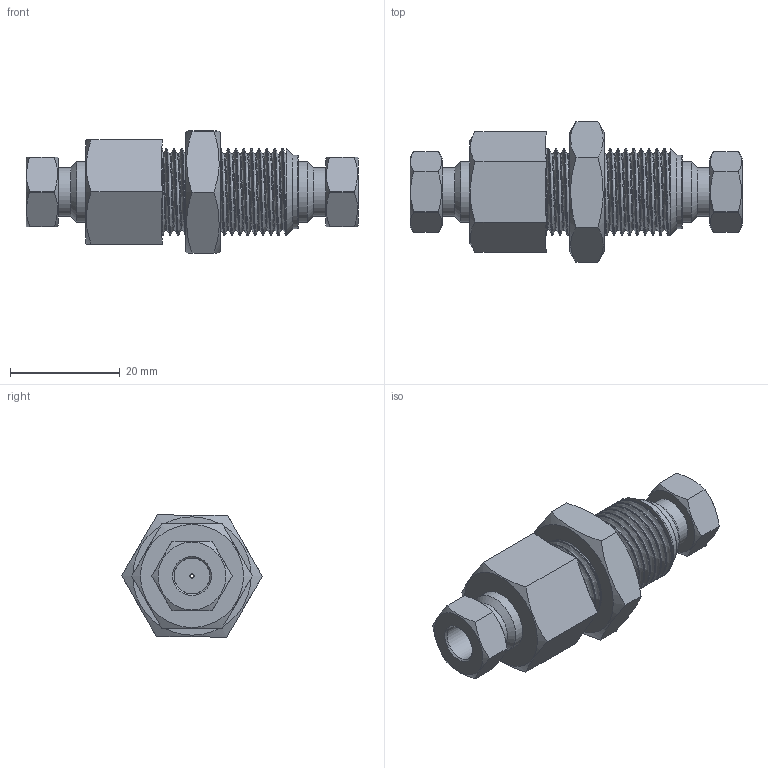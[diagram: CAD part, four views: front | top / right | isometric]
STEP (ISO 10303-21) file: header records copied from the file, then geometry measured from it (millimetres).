
FILE_DESCRIPTION((''),'2;1');
FILE_NAME('305211-ZBU4 Bulkhead internal union.stp','2013-08-23T14:48:10',('Franzp'),(''),'Autodesk Inventor 2013','Autodesk Inventor 2013','');
FILE_SCHEMA(('AUTOMOTIVE_DESIGN { 1 0 10303 214 1 1 1 1 }'));
Length unit declared in the file: millimetre
Products named in the file (3): 315200; 315211; 310538
Assembly tree (2 placements, depth 2):
  315200
    315211
    310538
Bounding box: 60.6 x 25.66 x 22.31 mm (x, y, z)
Volume: 1608.4 mm3; surface area: 8968.7 mm2
Topology: 1 solids, 10 shells, 78 faces, 235 edges, 153 vertices
Faces by surface type: plane 37, cone 17, cylinder 17, bspline 6, torus 1
Full cylindrical faces by diameter (mm): 6.55 x2, 8.89 x2, 11.113 x2, 13.48 x1, 13.782 x2, 14.351 x1, 15.875 x1
Entity records: 10176 total; most frequent: CARTESIAN_POINT 8228, DIRECTION 368, ORIENTED_EDGE 314, EDGE_CURVE 195, AXIS2_PLACEMENT_3D 163, VERTEX_POINT 142, EDGE_LOOP 120, CIRCLE 86
